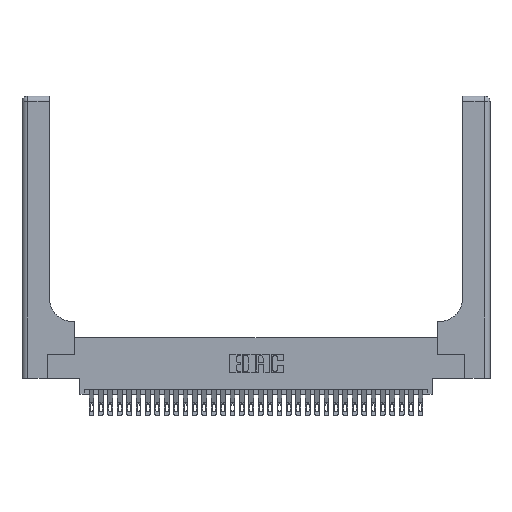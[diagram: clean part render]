
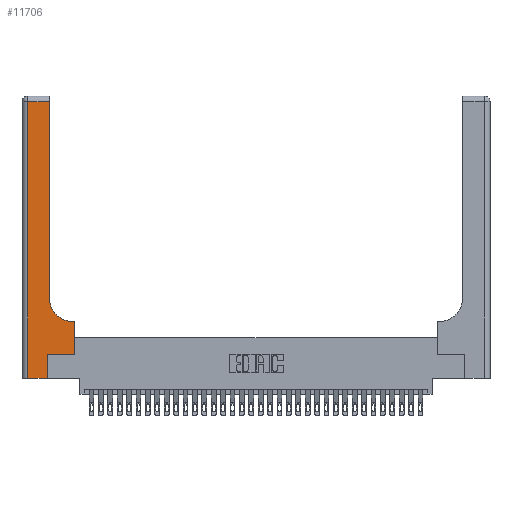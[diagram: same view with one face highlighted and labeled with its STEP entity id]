
A CAD part, top view. The second image highlights one B-rep face of the part: STEP entity #11706.
In plain terms, the highlighted planar face has unit normal (0, 0, 1).
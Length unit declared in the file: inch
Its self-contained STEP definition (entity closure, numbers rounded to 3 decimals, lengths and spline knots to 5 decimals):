
#463 = PLANE ( 'NONE',  #5970 ) ;
#502 = VERTEX_POINT ( 'NONE', #7447 ) ;
#879 = LINE ( 'NONE', #15673, #7316 ) ;
#1251 = EDGE_CURVE ( 'NONE', #17216, #20525, #2363, .T. ) ;
#1672 = ORIENTED_EDGE ( 'NONE', *, *, #1251, .T. ) ;
#2363 = LINE ( 'NONE', #24602, #30060 ) ;
#2469 = VERTEX_POINT ( 'NONE', #13223 ) ;
#3254 = FACE_OUTER_BOUND ( 'NONE', #12617, .T. ) ;
#3383 = ORIENTED_EDGE ( 'NONE', *, *, #13540, .T. ) ;
#3810 = VERTEX_POINT ( 'NONE', #26945 ) ;
#3864 = CARTESIAN_POINT ( 'NONE',  ( 0.5585, 0.6, 0.37 ) ) ;
#4262 = ORIENTED_EDGE ( 'NONE', *, *, #24804, .T. ) ;
#4407 = LINE ( 'NONE', #18369, #24156 ) ;
#4549 = CARTESIAN_POINT ( 'NONE',  ( 0.06, 0., 0.37 ) ) ;
#5196 = VERTEX_POINT ( 'NONE', #3864 ) ;
#5970 = AXIS2_PLACEMENT_3D ( 'NONE', #8574, #24741, #8696 ) ;
#7201 = CARTESIAN_POINT ( 'NONE',  ( 0.2915, 3., 0.37 ) ) ;
#7238 = ORIENTED_EDGE ( 'NONE', *, *, #21834, .T. ) ;
#7316 = VECTOR ( 'NONE', #31631, 39.37008 ) ;
#7447 = CARTESIAN_POINT ( 'NONE',  ( 0.2915, 0.85, 0.37 ) ) ;
#7655 = CARTESIAN_POINT ( 'NONE',  ( 0.269, 0., 0.37 ) ) ;
#7958 = DIRECTION ( 'NONE',  ( 1., 0., 0. ) ) ;
#8077 = ORIENTED_EDGE ( 'NONE', *, *, #29626, .T. ) ;
#8574 = CARTESIAN_POINT ( 'NONE',  ( 0., 3., 0.37 ) ) ;
#8696 = DIRECTION ( 'NONE',  ( -1., 0., 0. ) ) ;
#9410 = CARTESIAN_POINT ( 'NONE',  ( 0.5415, 0.85, 0.37 ) ) ;
#10078 = CARTESIAN_POINT ( 'NONE',  ( 0.2915, 0.6, 0.37 ) ) ;
#10963 = VECTOR ( 'NONE', #20850, 39.37008 ) ;
#11706 = ADVANCED_FACE ( 'NONE', ( #3254 ), #463, .F. ) ;
#12111 = DIRECTION ( 'NONE',  ( 1., 0., 0. ) ) ;
#12617 = EDGE_LOOP ( 'NONE', ( #13542, #7238, #8077, #1672, #30235, #3383, #4262, #33556, #13964 ) ) ;
#12756 = CARTESIAN_POINT ( 'NONE',  ( 0.5585, 0.25, 0.37 ) ) ;
#13223 = CARTESIAN_POINT ( 'NONE',  ( 0.269, 0.25, 0.37 ) ) ;
#13540 = EDGE_CURVE ( 'NONE', #2469, #33049, #24582, .T. ) ;
#13542 = ORIENTED_EDGE ( 'NONE', *, *, #18481, .T. ) ;
#13956 = DIRECTION ( 'NONE',  ( 1., 0., 0. ) ) ;
#13964 = ORIENTED_EDGE ( 'NONE', *, *, #18917, .T. ) ;
#15054 = CIRCLE ( 'NONE', #27438, 0.25 ) ;
#15226 = VECTOR ( 'NONE', #18470, 39.37008 ) ;
#15673 = CARTESIAN_POINT ( 'NONE',  ( 0.06, 3., 0.37 ) ) ;
#17216 = VERTEX_POINT ( 'NONE', #4549 ) ;
#18122 = LINE ( 'NONE', #12756, #10963 ) ;
#18214 = CARTESIAN_POINT ( 'NONE',  ( 0.269, 0., 0.37 ) ) ;
#18369 = CARTESIAN_POINT ( 'NONE',  ( 0., 2.94, 0.37 ) ) ;
#18470 = DIRECTION ( 'NONE',  ( 0., 1., 0. ) ) ;
#18481 = EDGE_CURVE ( 'NONE', #502, #20928, #28475, .T. ) ;
#18649 = CARTESIAN_POINT ( 'NONE',  ( 0.269, 0.25, 0.37 ) ) ;
#18917 = EDGE_CURVE ( 'NONE', #3810, #502, #15054, .T. ) ;
#20244 = VERTEX_POINT ( 'NONE', #33077 ) ;
#20525 = VERTEX_POINT ( 'NONE', #18214 ) ;
#20538 = VECTOR ( 'NONE', #33911, 39.37008 ) ;
#20850 = DIRECTION ( 'NONE',  ( 0., 1., 0. ) ) ;
#20858 = DIRECTION ( 'NONE',  ( -1., 0., 0. ) ) ;
#20928 = VERTEX_POINT ( 'NONE', #23089 ) ;
#21055 = DIRECTION ( 'NONE',  ( -1., 0., 0. ) ) ;
#21834 = EDGE_CURVE ( 'NONE', #20928, #20244, #4407, .T. ) ;
#22621 = LINE ( 'NONE', #10078, #28871 ) ;
#23089 = CARTESIAN_POINT ( 'NONE',  ( 0.2915, 2.94, 0.37 ) ) ;
#23201 = LINE ( 'NONE', #7655, #15226 ) ;
#23711 = EDGE_CURVE ( 'NONE', #20525, #2469, #23201, .T. ) ;
#24156 = VECTOR ( 'NONE', #21055, 39.37008 ) ;
#24582 = LINE ( 'NONE', #18649, #29158 ) ;
#24602 = CARTESIAN_POINT ( 'NONE',  ( 0., 0., 0.37 ) ) ;
#24741 = DIRECTION ( 'NONE',  ( 0., 0., -1. ) ) ;
#24804 = EDGE_CURVE ( 'NONE', #33049, #5196, #18122, .T. ) ;
#25794 = EDGE_CURVE ( 'NONE', #5196, #3810, #22621, .T. ) ;
#26843 = CARTESIAN_POINT ( 'NONE',  ( 0.5585, 0.25, 0.37 ) ) ;
#26945 = CARTESIAN_POINT ( 'NONE',  ( 0.5415, 0.6, 0.37 ) ) ;
#27438 = AXIS2_PLACEMENT_3D ( 'NONE', #9410, #28118, #12111 ) ;
#28118 = DIRECTION ( 'NONE',  ( 0., 0., -1. ) ) ;
#28475 = LINE ( 'NONE', #7201, #20538 ) ;
#28871 = VECTOR ( 'NONE', #20858, 39.37008 ) ;
#29158 = VECTOR ( 'NONE', #7958, 39.37008 ) ;
#29626 = EDGE_CURVE ( 'NONE', #20244, #17216, #879, .T. ) ;
#30060 = VECTOR ( 'NONE', #13956, 39.37008 ) ;
#30235 = ORIENTED_EDGE ( 'NONE', *, *, #23711, .T. ) ;
#31631 = DIRECTION ( 'NONE',  ( 0., -1., 0. ) ) ;
#33049 = VERTEX_POINT ( 'NONE', #26843 ) ;
#33077 = CARTESIAN_POINT ( 'NONE',  ( 0.06, 2.94, 0.37 ) ) ;
#33556 = ORIENTED_EDGE ( 'NONE', *, *, #25794, .T. ) ;
#33911 = DIRECTION ( 'NONE',  ( 0., 1., 0. ) ) ;
